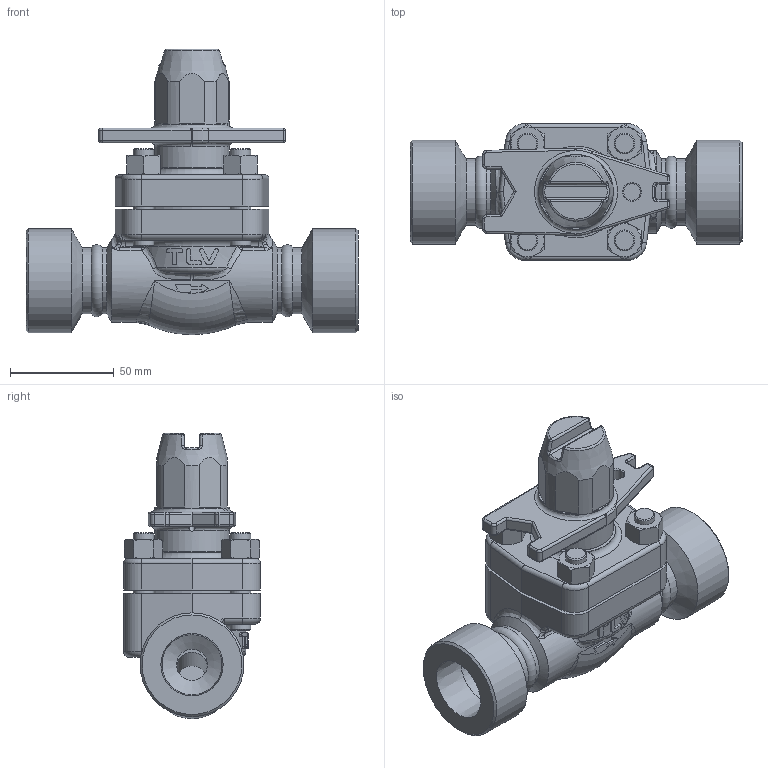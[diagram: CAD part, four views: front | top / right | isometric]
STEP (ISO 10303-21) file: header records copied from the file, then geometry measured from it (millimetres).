
FILE_DESCRIPTION(/* description */ (''),/* implementation_level */ '2;1');
FILE_NAME(/* name */ 'bd800-025-screw-00.stp',/* time_stamp */ '2018-11-01T16:33:54+09:00',/* author */ ('nakaot'),/* organization */ (''),/* preprocessor_version */ 'ST-DEVELOPER v15.6',/* originating_system */ 'Autodesk Inventor 2015',/* authorisation */ '');
FILE_SCHEMA (('CONFIG_CONTROL_DESIGN'));
Length unit declared in the file: centimetre
Products named in the file (1): bd800-025-screw-00
Bounding box: 160 x 66 x 137.5 mm (x, y, z)
Volume: 396710.3 mm3; surface area: 78352.6 mm2
Topology: 1 solids, 3 shells, 472 faces, 1107 edges, 654 vertices
Faces by surface type: plane 170, cylinder 133, cone 72, bspline 49, torus 32, sphere 16
Full cylindrical faces by diameter (mm): 3 x1, 8 x1, 8.376 x2, 10 x10, 11 x4, 12 x1, 13 x1, 15 x4, 18 x1, 18.376 x1, 22.2 x2, 24.5 x1, 25.5 x1, 27 x1, 29 x2, 32 x4, 36 x2, 50 x2, 54 x1
Entity records: 14815 total; most frequent: CARTESIAN_POINT 4807, DIRECTION 2094, ORIENTED_EDGE 1988, EDGE_CURVE 994, AXIS2_PLACEMENT_3D 893, VERTEX_POINT 624, EDGE_LOOP 576, FACE_OUTER_BOUND 471
